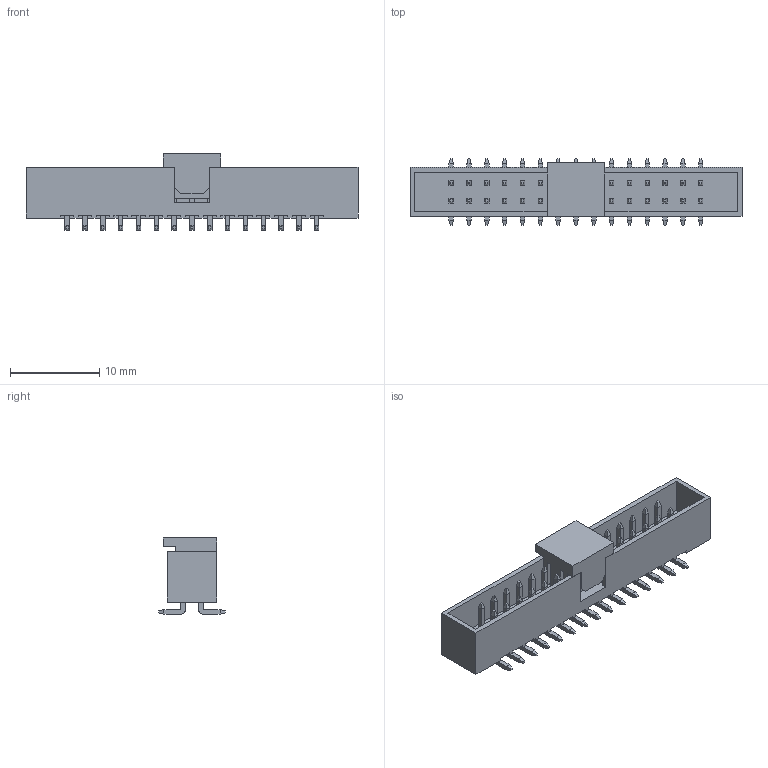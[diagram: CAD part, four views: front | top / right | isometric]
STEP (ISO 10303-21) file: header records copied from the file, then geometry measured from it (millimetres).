
FILE_DESCRIPTION( ( 'Unknown' ), '1' );
FILE_NAME( '62503020621.stp', 'Unknown', ( 'Unknown' ), ( 'Unknown' ), 'PSStep 15.0.49', 'Unknown', ' ' );
FILE_SCHEMA( ( 'AUTOMOTIVE_DESIGN { 1 0 10303 214 1 1 1 1 }' ) );
Length unit declared in the file: millimetre
Products named in the file (4): Assem1; 62503021621; 6253xx20621_PIN; 6253xx20621_PAD
Assembly tree (32 placements, depth 2):
  Assem1
    62503021621
    6253xx20621_PIN  x30
    6253xx20621_PAD
Bounding box: 37.25 x 7.5 x 8.55 mm (x, y, z)
Volume: 661 mm3; surface area: 2137.7 mm2
Topology: 32 solids, 32 shells, 852 faces, 2124 edges, 1336 vertices
Faces by surface type: plane 822, cylinder 30
Entity records: 14937 total; most frequent: CARTESIAN_POINT 2141, ORIENTED_EDGE 2102, DIRECTION 1837, EDGE_CURVE 1051, LINE 1049, VECTOR 1049, VERTEX_POINT 698, EDGE_LOOP 419
